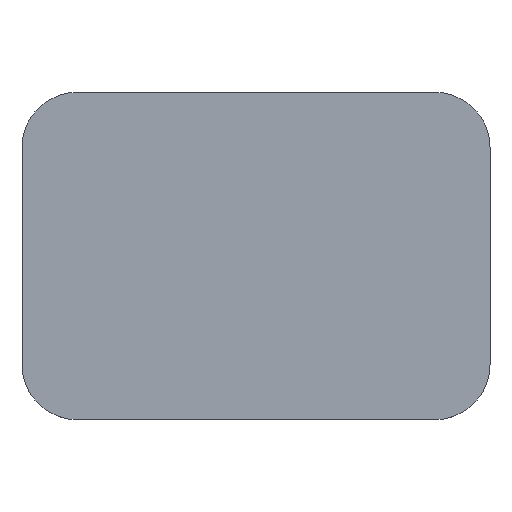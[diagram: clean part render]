
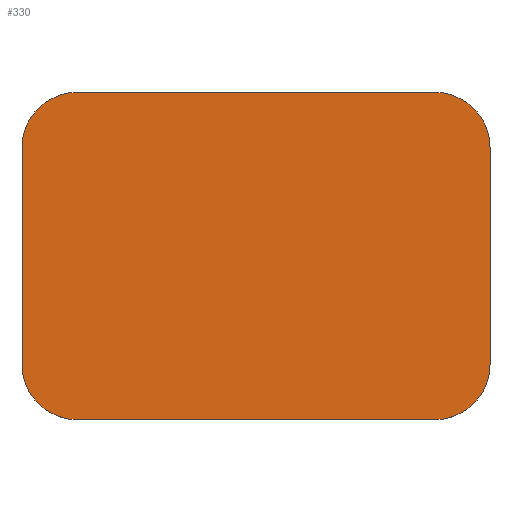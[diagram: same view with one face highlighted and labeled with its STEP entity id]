
A CAD part, top view. The second image highlights one B-rep face of the part: STEP entity #330.
In plain terms, the highlighted planar face has unit normal (0, 0, 1).
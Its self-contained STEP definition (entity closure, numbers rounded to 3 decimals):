
#1 = ORIENTED_EDGE ( 'NONE', *, *, #177, .T. ) ;
#5 = VECTOR ( 'NONE', #214, 1000. ) ;
#10 = DIRECTION ( 'NONE',  ( 1., 0., 0. ) ) ;
#16 = CARTESIAN_POINT ( 'NONE',  ( 0., 0., 2.1 ) ) ;
#18 = CARTESIAN_POINT ( 'NONE',  ( -12.7, 5.89, 2.1 ) ) ;
#25 = ORIENTED_EDGE ( 'NONE', *, *, #324, .T. ) ;
#30 = AXIS2_PLACEMENT_3D ( 'NONE', #346, #247, #250 ) ;
#34 = CARTESIAN_POINT ( 'NONE',  ( -9.7, 5.89, 2.1 ) ) ;
#46 = CIRCLE ( 'NONE', #312, 3. ) ;
#47 = DIRECTION ( 'NONE',  ( 1., 0., 0. ) ) ;
#65 = CARTESIAN_POINT ( 'NONE',  ( 12.7, 8.89, 2.1 ) ) ;
#68 = VECTOR ( 'NONE', #223, 1000. ) ;
#69 = CARTESIAN_POINT ( 'NONE',  ( 12.7, 5.89, 2.1 ) ) ;
#73 = CARTESIAN_POINT ( 'NONE',  ( -9.7, -8.89, 2.1 ) ) ;
#76 = CARTESIAN_POINT ( 'NONE',  ( 12.7, -8.89, 2.1 ) ) ;
#80 = AXIS2_PLACEMENT_3D ( 'NONE', #358, #94, #10 ) ;
#82 = EDGE_CURVE ( 'NONE', #148, #208, #339, .T. ) ;
#93 = EDGE_CURVE ( 'NONE', #178, #144, #328, .T. ) ;
#94 = DIRECTION ( 'NONE',  ( 0., 0., 1. ) ) ;
#98 = DIRECTION ( 'NONE',  ( 0., 0., 1. ) ) ;
#105 = LINE ( 'NONE', #76, #68 ) ;
#107 = DIRECTION ( 'NONE',  ( 0., 0., 1. ) ) ;
#113 = ORIENTED_EDGE ( 'NONE', *, *, #200, .T. ) ;
#123 = DIRECTION ( 'NONE',  ( 1., 0., 0. ) ) ;
#124 = VECTOR ( 'NONE', #198, 1000. ) ;
#129 = DIRECTION ( 'NONE',  ( 0., 1., 0. ) ) ;
#132 = CARTESIAN_POINT ( 'NONE',  ( -12.7, -8.89, 2.1 ) ) ;
#139 = EDGE_CURVE ( 'NONE', #144, #295, #46, .T. ) ;
#144 = VERTEX_POINT ( 'NONE', #241 ) ;
#148 = VERTEX_POINT ( 'NONE', #158 ) ;
#157 = DIRECTION ( 'NONE',  ( 0., 0., 1. ) ) ;
#158 = CARTESIAN_POINT ( 'NONE',  ( -12.7, -5.89, 2.1 ) ) ;
#165 = CARTESIAN_POINT ( 'NONE',  ( 9.7, -8.89, 2.1 ) ) ;
#166 = EDGE_CURVE ( 'NONE', #375, #326, #249, .T. ) ;
#168 = ORIENTED_EDGE ( 'NONE', *, *, #302, .T. ) ;
#177 = EDGE_CURVE ( 'NONE', #295, #148, #365, .T. ) ;
#178 = VERTEX_POINT ( 'NONE', #221 ) ;
#185 = CIRCLE ( 'NONE', #274, 3. ) ;
#191 = FACE_OUTER_BOUND ( 'NONE', #356, .T. ) ;
#198 = DIRECTION ( 'NONE',  ( 0., -1., 0. ) ) ;
#199 = ORIENTED_EDGE ( 'NONE', *, *, #93, .T. ) ;
#200 = EDGE_CURVE ( 'NONE', #208, #206, #105, .T. ) ;
#206 = VERTEX_POINT ( 'NONE', #165 ) ;
#208 = VERTEX_POINT ( 'NONE', #73 ) ;
#214 = DIRECTION ( 'NONE',  ( -1., 0., 0. ) ) ;
#220 = DIRECTION ( 'NONE',  ( 1., 0., 0. ) ) ;
#221 = CARTESIAN_POINT ( 'NONE',  ( 9.7, 8.89, 2.1 ) ) ;
#223 = DIRECTION ( 'NONE',  ( 1., 0., 0. ) ) ;
#241 = CARTESIAN_POINT ( 'NONE',  ( -9.7, 8.89, 2.1 ) ) ;
#247 = DIRECTION ( 'NONE',  ( 0., 0., 1. ) ) ;
#249 = LINE ( 'NONE', #281, #345 ) ;
#250 = DIRECTION ( 'NONE',  ( 1., 0., 0. ) ) ;
#262 = ORIENTED_EDGE ( 'NONE', *, *, #82, .T. ) ;
#266 = CARTESIAN_POINT ( 'NONE',  ( 12.7, -5.89, 2.1 ) ) ;
#274 = AXIS2_PLACEMENT_3D ( 'NONE', #373, #107, #47 ) ;
#281 = CARTESIAN_POINT ( 'NONE',  ( 12.7, -8.89, 2.1 ) ) ;
#292 = ORIENTED_EDGE ( 'NONE', *, *, #166, .T. ) ;
#294 = ORIENTED_EDGE ( 'NONE', *, *, #139, .T. ) ;
#295 = VERTEX_POINT ( 'NONE', #18 ) ;
#302 = EDGE_CURVE ( 'NONE', #206, #375, #366, .T. ) ;
#308 = PLANE ( 'NONE',  #313 ) ;
#312 = AXIS2_PLACEMENT_3D ( 'NONE', #34, #157, #123 ) ;
#313 = AXIS2_PLACEMENT_3D ( 'NONE', #16, #98, #220 ) ;
#324 = EDGE_CURVE ( 'NONE', #326, #178, #185, .T. ) ;
#326 = VERTEX_POINT ( 'NONE', #69 ) ;
#328 = LINE ( 'NONE', #65, #5 ) ;
#330 = ADVANCED_FACE ( 'NONE', ( #191 ), #308, .T. ) ;
#339 = CIRCLE ( 'NONE', #80, 3. ) ;
#345 = VECTOR ( 'NONE', #129, 1000. ) ;
#346 = CARTESIAN_POINT ( 'NONE',  ( 9.7, -5.89, 2.1 ) ) ;
#356 = EDGE_LOOP ( 'NONE', ( #199, #294, #1, #262, #113, #168, #292, #25 ) ) ;
#358 = CARTESIAN_POINT ( 'NONE',  ( -9.7, -5.89, 2.1 ) ) ;
#365 = LINE ( 'NONE', #132, #124 ) ;
#366 = CIRCLE ( 'NONE', #30, 3. ) ;
#373 = CARTESIAN_POINT ( 'NONE',  ( 9.7, 5.89, 2.1 ) ) ;
#375 = VERTEX_POINT ( 'NONE', #266 ) ;
